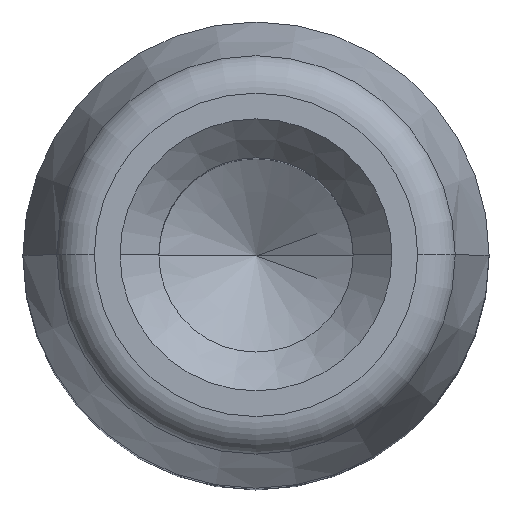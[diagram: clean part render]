
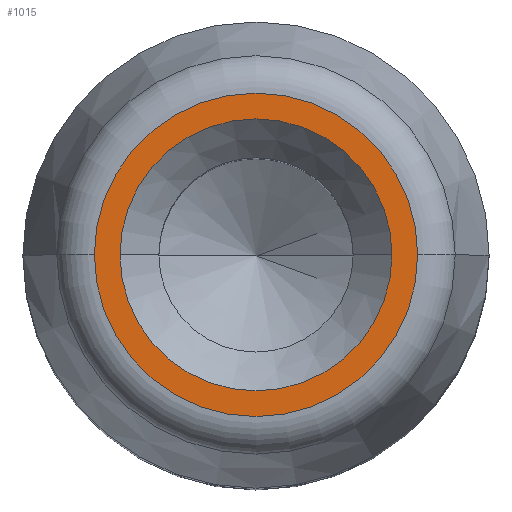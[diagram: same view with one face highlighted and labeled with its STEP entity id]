
A CAD part, top view. The second image highlights one B-rep face of the part: STEP entity #1015.
In plain terms, the highlighted planar face has unit normal (0, 0, 1).
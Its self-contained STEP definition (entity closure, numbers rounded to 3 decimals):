
#15 = CARTESIAN_POINT ( 'NONE',  ( 0., 0., 15. ) ) ;
#42 = CIRCLE ( 'NONE', #1228, 1.75 ) ;
#43 = DIRECTION ( 'NONE',  ( 1., 0., 0. ) ) ;
#78 = CIRCLE ( 'NONE', #868, 1.75 ) ;
#128 = DIRECTION ( 'NONE',  ( 1., 0., 0. ) ) ;
#153 = VERTEX_POINT ( 'NONE', #933 ) ;
#209 = CARTESIAN_POINT ( 'NONE',  ( 0., 0., 15. ) ) ;
#222 = EDGE_CURVE ( 'NONE', #153, #253, #804, .T. ) ;
#253 = VERTEX_POINT ( 'NONE', #727 ) ;
#257 = PLANE ( 'NONE',  #1066 ) ;
#263 = VERTEX_POINT ( 'NONE', #315 ) ;
#276 = AXIS2_PLACEMENT_3D ( 'NONE', #209, #949, #307 ) ;
#302 = EDGE_CURVE ( 'NONE', #710, #263, #42, .T. ) ;
#307 = DIRECTION ( 'NONE',  ( 1., 0., 0. ) ) ;
#315 = CARTESIAN_POINT ( 'NONE',  ( -1.75, 0., 15. ) ) ;
#325 = ORIENTED_EDGE ( 'NONE', *, *, #857, .T. ) ;
#373 = ORIENTED_EDGE ( 'NONE', *, *, #469, .T. ) ;
#469 = EDGE_CURVE ( 'NONE', #253, #153, #681, .T. ) ;
#476 = EDGE_LOOP ( 'NONE', ( #373, #1067 ) ) ;
#513 = EDGE_LOOP ( 'NONE', ( #925, #325 ) ) ;
#545 = DIRECTION ( 'NONE',  ( 0., 0., -1. ) ) ;
#573 = DIRECTION ( 'NONE',  ( 0., 0., 1. ) ) ;
#675 = DIRECTION ( 'NONE',  ( 0., 0., 1. ) ) ;
#681 = CIRCLE ( 'NONE', #821, 2.08 ) ;
#710 = VERTEX_POINT ( 'NONE', #818 ) ;
#727 = CARTESIAN_POINT ( 'NONE',  ( 2.08, 0., 15. ) ) ;
#756 = DIRECTION ( 'NONE',  ( 0., 0., -1. ) ) ;
#804 = CIRCLE ( 'NONE', #276, 2.08 ) ;
#817 = FACE_BOUND ( 'NONE', #513, .T. ) ;
#818 = CARTESIAN_POINT ( 'NONE',  ( 1.75, 0., 15. ) ) ;
#821 = AXIS2_PLACEMENT_3D ( 'NONE', #1334, #675, #43 ) ;
#857 = EDGE_CURVE ( 'NONE', #263, #710, #78, .T. ) ;
#868 = AXIS2_PLACEMENT_3D ( 'NONE', #1201, #545, #1307 ) ;
#925 = ORIENTED_EDGE ( 'NONE', *, *, #302, .T. ) ;
#933 = CARTESIAN_POINT ( 'NONE',  ( -2.08, 0., 15. ) ) ;
#949 = DIRECTION ( 'NONE',  ( 0., 0., 1. ) ) ;
#1001 = CARTESIAN_POINT ( 'NONE',  ( 0., 0., 15. ) ) ;
#1015 = ADVANCED_FACE ( 'NONE', ( #817, #1209 ), #257, .T. ) ;
#1066 = AXIS2_PLACEMENT_3D ( 'NONE', #1001, #573, #1342 ) ;
#1067 = ORIENTED_EDGE ( 'NONE', *, *, #222, .T. ) ;
#1201 = CARTESIAN_POINT ( 'NONE',  ( 0., 0., 15. ) ) ;
#1209 = FACE_OUTER_BOUND ( 'NONE', #476, .T. ) ;
#1228 = AXIS2_PLACEMENT_3D ( 'NONE', #15, #756, #128 ) ;
#1307 = DIRECTION ( 'NONE',  ( 1., 0., 0. ) ) ;
#1334 = CARTESIAN_POINT ( 'NONE',  ( 0., 0., 15. ) ) ;
#1342 = DIRECTION ( 'NONE',  ( 1., 0., 0. ) ) ;
